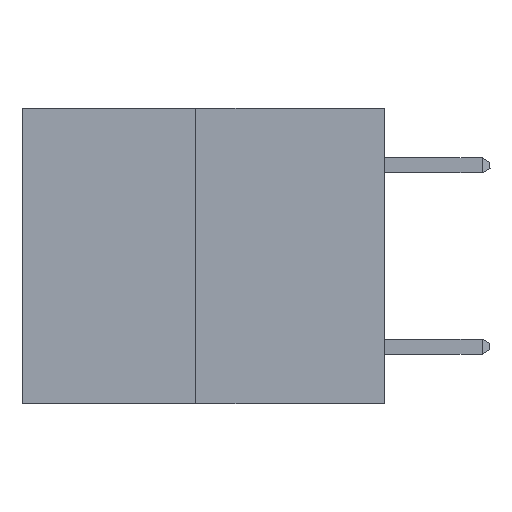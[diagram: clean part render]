
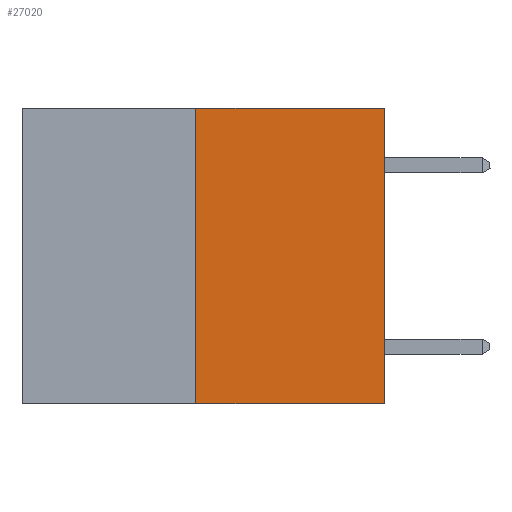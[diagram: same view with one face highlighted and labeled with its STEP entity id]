
A CAD part, left-side view. The second image highlights one B-rep face of the part: STEP entity #27020.
In plain terms, the highlighted planar face has unit normal (-1, 0, 0).
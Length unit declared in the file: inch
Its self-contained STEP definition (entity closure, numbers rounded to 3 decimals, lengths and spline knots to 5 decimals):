
#1270 = VECTOR ( 'NONE', #3787, 39.37008 ) ;
#1821 = CARTESIAN_POINT ( 'NONE',  ( 0., 0.6, -0.49 ) ) ;
#2098 = CARTESIAN_POINT ( 'NONE',  ( 0., 0., -0.49 ) ) ;
#2404 = EDGE_CURVE ( 'NONE', #6191, #16691, #21997, .T. ) ;
#3787 = DIRECTION ( 'NONE',  ( 0., 0., 1. ) ) ;
#4194 = CARTESIAN_POINT ( 'NONE',  ( 0., 0.312, -0.49 ) ) ;
#4620 = LINE ( 'NONE', #23177, #16823 ) ;
#6168 = VERTEX_POINT ( 'NONE', #16671 ) ;
#6191 = VERTEX_POINT ( 'NONE', #2098 ) ;
#7944 = EDGE_CURVE ( 'NONE', #12293, #6191, #16489, .T. ) ;
#8744 = PLANE ( 'NONE',  #24091 ) ;
#9937 = ORIENTED_EDGE ( 'NONE', *, *, #21318, .F. ) ;
#10949 = CARTESIAN_POINT ( 'NONE',  ( 0., 0.6, 0. ) ) ;
#12293 = VERTEX_POINT ( 'NONE', #15849 ) ;
#12333 = DIRECTION ( 'NONE',  ( 0., 0., 1. ) ) ;
#13947 = ORIENTED_EDGE ( 'NONE', *, *, #2404, .T. ) ;
#14418 = FACE_OUTER_BOUND ( 'NONE', #15104, .T. ) ;
#15104 = EDGE_LOOP ( 'NONE', ( #9937, #21683, #13947, #26016 ) ) ;
#15321 = DIRECTION ( 'NONE',  ( 0., -1., 0. ) ) ;
#15849 = CARTESIAN_POINT ( 'NONE',  ( 0., 0.312, -0.49 ) ) ;
#16324 = CARTESIAN_POINT ( 'NONE',  ( 0., 0., 0. ) ) ;
#16444 = EDGE_CURVE ( 'NONE', #6168, #16691, #4620, .T. ) ;
#16489 = LINE ( 'NONE', #1821, #17836 ) ;
#16671 = CARTESIAN_POINT ( 'NONE',  ( 0., 0.312, 0. ) ) ;
#16691 = VERTEX_POINT ( 'NONE', #20349 ) ;
#16823 = VECTOR ( 'NONE', #15321, 39.37008 ) ;
#17836 = VECTOR ( 'NONE', #23512, 39.37008 ) ;
#18884 = LINE ( 'NONE', #4194, #26418 ) ;
#19240 = DIRECTION ( 'NONE',  ( 1., 0., 0. ) ) ;
#20349 = CARTESIAN_POINT ( 'NONE',  ( 0., 0., 0. ) ) ;
#21318 = EDGE_CURVE ( 'NONE', #12293, #6168, #18884, .T. ) ;
#21683 = ORIENTED_EDGE ( 'NONE', *, *, #7944, .T. ) ;
#21997 = LINE ( 'NONE', #16324, #1270 ) ;
#23177 = CARTESIAN_POINT ( 'NONE',  ( 0., 0.6, 0. ) ) ;
#23512 = DIRECTION ( 'NONE',  ( 0., -1., 0. ) ) ;
#24091 = AXIS2_PLACEMENT_3D ( 'NONE', #10949, #19240, #25531 ) ;
#25531 = DIRECTION ( 'NONE',  ( 0., 0., -1. ) ) ;
#26016 = ORIENTED_EDGE ( 'NONE', *, *, #16444, .F. ) ;
#26418 = VECTOR ( 'NONE', #12333, 39.37008 ) ;
#27020 = ADVANCED_FACE ( 'NONE', ( #14418 ), #8744, .F. ) ;
